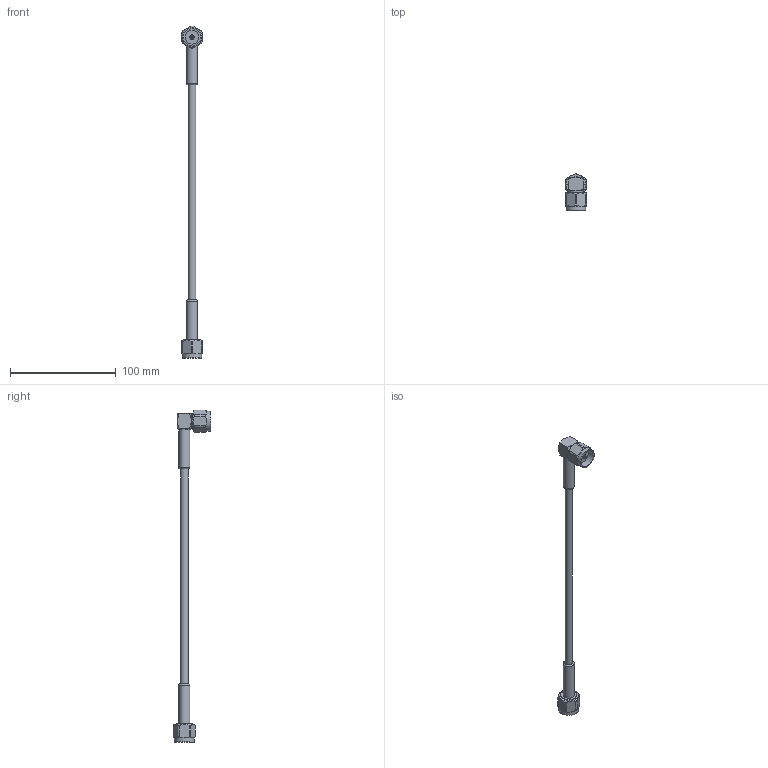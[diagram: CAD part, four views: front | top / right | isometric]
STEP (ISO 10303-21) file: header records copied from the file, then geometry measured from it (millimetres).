
FILE_DESCRIPTION (( 'STEP AP203' ), '1' );
FILE_NAME ('PE3C4139_3D.step', '2021-08-05T19:03:04', ( '' ), ( '' ), 'SwSTEP 2.0', 'SolidWorks 2021', '' );
FILE_SCHEMA (( 'CONFIG_CONTROL_DESIGN' ));
Length unit declared in the file: inch
Products named in the file (4): PE3C4139_3D;  N Male^PE3C4139;  N Male Right Angle^PE3C4139; spp-250-llpl^PE3C4139
Assembly tree (3 placements, depth 2):
  PE3C4139_3D
    spp-250-llpl^PE3C4139
     N Male Right Angle^PE3C4139
     N Male^PE3C4139
Bounding box: 18.95 x 35.53 x 313.79 mm (x, y, z)
Volume: 27485.7 mm3; surface area: 12661 mm2
Topology: 4 solids, 4 shells, 79 faces, 175 edges, 112 vertices
Faces by surface type: plane 34, cylinder 25, cone 16, torus 4
Full cylindrical faces by diameter (mm): 3.048 x1, 4.272 x1, 7.188 x1, 10.414 x3, 12.7 x1, 12.999 x1, 15.24 x2, 16.256 x1, 18.796 x2
Entity records: 2714 total; most frequent: CARTESIAN_POINT 759, DIRECTION 334, ORIENTED_EDGE 272, AXIS2_PLACEMENT_3D 153, EDGE_CURVE 136, EDGE_LOOP 112, VERTEX_POINT 98, FACE_OUTER_BOUND 96
